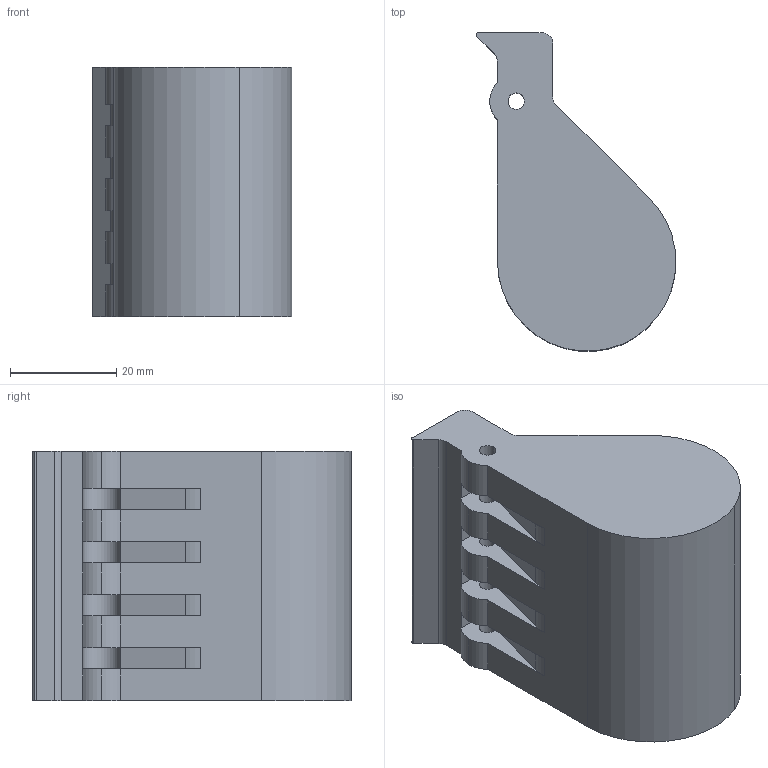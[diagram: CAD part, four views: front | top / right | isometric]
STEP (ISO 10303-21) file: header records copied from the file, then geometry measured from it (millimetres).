
FILE_DESCRIPTION (( 'STEP AP214' ), '1' );
FILE_NAME ('Handle.STEP', '2025-07-26T00:07:04', ( '' ), ( '' ), 'SwSTEP 2.0', 'SolidWorks 2024', '' );
FILE_SCHEMA (( 'AUTOMOTIVE_DESIGN' ));
Length unit declared in the file: millimetre
Products named in the file (1): Handle
Bounding box: 37.67 x 60.02 x 47 mm (x, y, z)
Volume: 61431.6 mm3; surface area: 11342 mm2
Topology: 1 solids, 1 shells, 59 faces, 163 edges, 106 vertices
Faces by surface type: cylinder 35, plane 24
Entity records: 1946 total; most frequent: DIRECTION 353, CARTESIAN_POINT 329, ORIENTED_EDGE 326, EDGE_CURVE 163, AXIS2_PLACEMENT_3D 130, VERTEX_POINT 106, LINE 93, VECTOR 93
